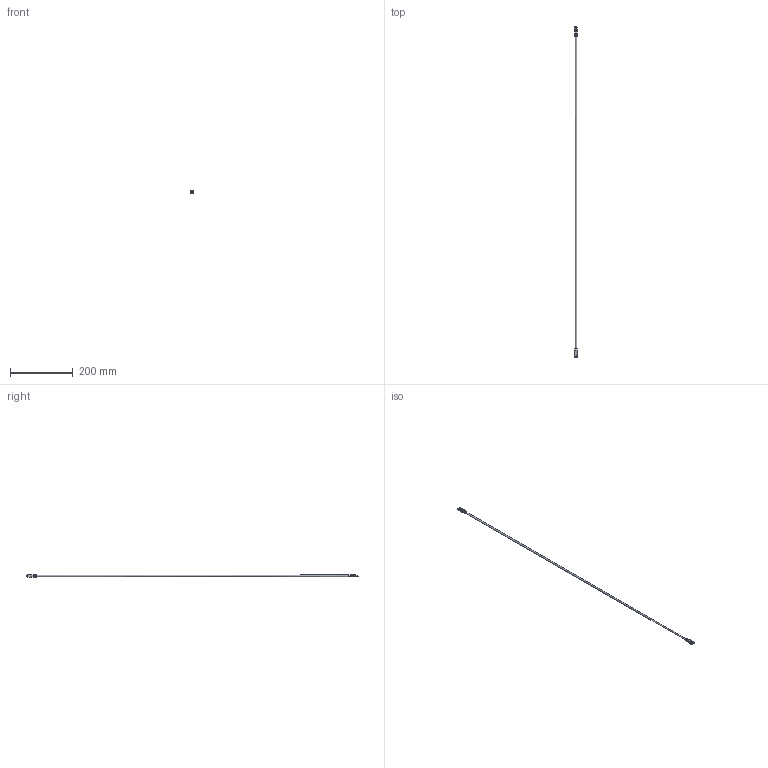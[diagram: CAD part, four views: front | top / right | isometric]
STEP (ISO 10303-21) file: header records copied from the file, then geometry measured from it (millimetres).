
FILE_DESCRIPTION(/* description */ ('Unknown'),/* implementation_level */ '2;1');
FILE_NAME(/* name */ '632910731611',/* time_stamp */ '2023-03-23T09:43:03+01:00',/* author */ ('Unknown'),/* organization */ ('Unknown'),/* preprocessor_version */ 'ST-DEVELOPER v16.7',/* originating_system */ 'Solid Edge',/* authorisation */ 'Unknown');
FILE_SCHEMA (('AUTOMOTIVE_DESIGN {1 0 10303 214 3 1 1}'));
Products named in the file (1): 632910731611
Bounding box: 11.01 x 1062.3 x 8.25 mm (x, y, z)
Volume: 22393.8 mm3; surface area: 19021.6 mm2
Topology: 1 solids, 1 shells, 2337 faces, 6725 edges, 4370 vertices
Faces by surface type: plane 1698, cylinder 606, cone 19, torus 10, bspline 4
Full cylindrical faces by diameter (mm): 5 x1, 7.5 x1
Entity records: 92835 total; most frequent: CARTESIAN_POINT 13957, ORIENTED_EDGE 13432, DIRECTION 12665, EDGE_CURVE 6716, LINE 5183, VECTOR 5183, VERTEX_POINT 4365, AXIS2_PLACEMENT_3D 3741
